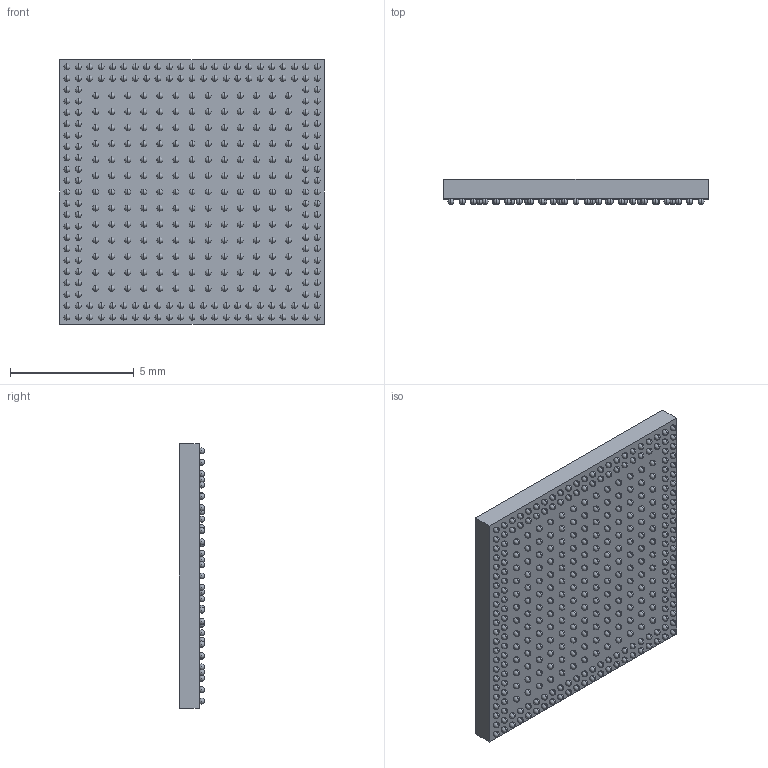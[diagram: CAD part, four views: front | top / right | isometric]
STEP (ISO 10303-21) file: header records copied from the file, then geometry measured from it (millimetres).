
FILE_DESCRIPTION (( 'STEP AP214' ), '1' );
FILE_NAME ('BGA337D10_7E10_7e0_46.STEP', '2021-07-25T12:38:13', ( 'boksop' ), ( '' ), 'SwSTEP 2.0', 'SolidWorks 2020', '' );
FILE_SCHEMA (( 'AUTOMOTIVE_DESIGN' ));
Length unit declared in the file: millimetre
Products named in the file (1): BGA337D10_7E10_7e0_46
Bounding box: 10.7 x 1.02 x 10.7 mm (x, y, z)
Volume: 93.8 mm3; surface area: 317 mm2
Topology: 1 solids, 1 shells, 782 faces, 3327 edges, 2218 vertices
Faces by surface type: sphere 674, plane 84, bspline 22, cylinder 2
Entity records: 31260 total; most frequent: DIRECTION 4472, CARTESIAN_POINT 4262, ORIENTED_EDGE 3284, AXIS2_PLACEMENT_3D 2113, EDGE_CURVE 1642, CIRCLE 1352, VERTEX_POINT 1207, EDGE_LOOP 1127
